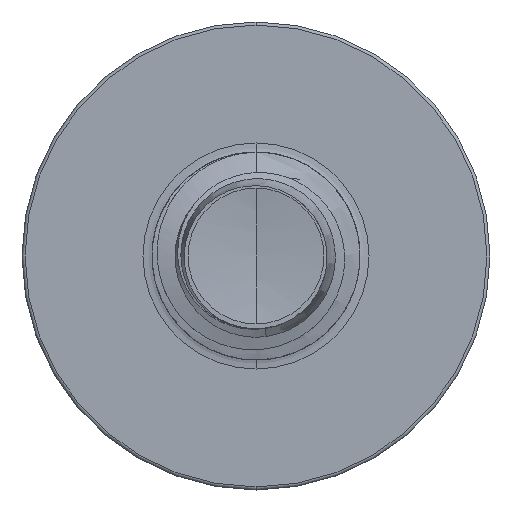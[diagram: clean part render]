
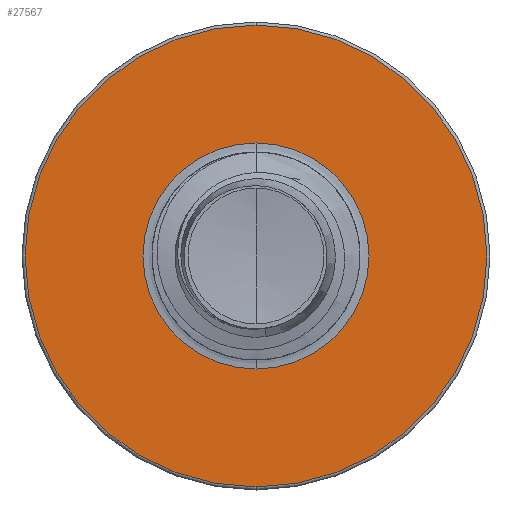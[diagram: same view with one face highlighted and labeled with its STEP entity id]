
A CAD part, front view. The second image highlights one B-rep face of the part: STEP entity #27567.
In plain terms, the highlighted planar face has unit normal (0, -1, 0).
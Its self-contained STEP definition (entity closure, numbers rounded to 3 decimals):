
#750 = CIRCLE ( 'NONE', #21755, 4.44 ) ;
#1021 = DIRECTION ( 'NONE',  ( 0., 1., 0. ) ) ;
#1717 = VERTEX_POINT ( 'NONE', #32753 ) ;
#4227 = CIRCLE ( 'NONE', #35803, 4.44 ) ;
#4604 = EDGE_CURVE ( 'NONE', #1717, #9480, #6127, .T. ) ;
#4722 = AXIS2_PLACEMENT_3D ( 'NONE', #17680, #1021, #20496 ) ;
#5679 = ORIENTED_EDGE ( 'NONE', *, *, #4604, .T. ) ;
#6127 = CIRCLE ( 'NONE', #22155, 2.174 ) ;
#6391 = CARTESIAN_POINT ( 'NONE',  ( 0., 14., 0. ) ) ;
#6847 = EDGE_LOOP ( 'NONE', ( #5679, #23864 ) ) ;
#6951 = CARTESIAN_POINT ( 'NONE',  ( 0., 14., 0. ) ) ;
#8531 = CARTESIAN_POINT ( 'NONE',  ( 0., 14., 4.44 ) ) ;
#9190 = DIRECTION ( 'NONE',  ( 0., 0., 1. ) ) ;
#9480 = VERTEX_POINT ( 'NONE', #27566 ) ;
#9736 = DIRECTION ( 'NONE',  ( 0., 0., 1. ) ) ;
#11674 = FACE_OUTER_BOUND ( 'NONE', #12085, .T. ) ;
#12085 = EDGE_LOOP ( 'NONE', ( #20834, #14357 ) ) ;
#14357 = ORIENTED_EDGE ( 'NONE', *, *, #32130, .F. ) ;
#15159 = VERTEX_POINT ( 'NONE', #8531 ) ;
#15839 = PLANE ( 'NONE',  #19162 ) ;
#16565 = DIRECTION ( 'NONE',  ( 0., 1., 0. ) ) ;
#17648 = EDGE_CURVE ( 'NONE', #15159, #18259, #750, .T. ) ;
#17680 = CARTESIAN_POINT ( 'NONE',  ( 0., 14., 0. ) ) ;
#18259 = VERTEX_POINT ( 'NONE', #21182 ) ;
#18631 = DIRECTION ( 'NONE',  ( 0., 0., 1. ) ) ;
#19162 = AXIS2_PLACEMENT_3D ( 'NONE', #26571, #35372, #18631 ) ;
#20496 = DIRECTION ( 'NONE',  ( 0., 0., 1. ) ) ;
#20834 = ORIENTED_EDGE ( 'NONE', *, *, #17648, .F. ) ;
#21182 = CARTESIAN_POINT ( 'NONE',  ( 0., 14., -4.44 ) ) ;
#21755 = AXIS2_PLACEMENT_3D ( 'NONE', #33280, #16565, #36087 ) ;
#22155 = AXIS2_PLACEMENT_3D ( 'NONE', #6391, #25847, #9190 ) ;
#23864 = ORIENTED_EDGE ( 'NONE', *, *, #29994, .T. ) ;
#25847 = DIRECTION ( 'NONE',  ( 0., 1., 0. ) ) ;
#26402 = DIRECTION ( 'NONE',  ( 0., 1., 0. ) ) ;
#26462 = FACE_BOUND ( 'NONE', #6847, .T. ) ;
#26571 = CARTESIAN_POINT ( 'NONE',  ( 0., 14., -2.174 ) ) ;
#27566 = CARTESIAN_POINT ( 'NONE',  ( 0., 14., -2.174 ) ) ;
#27567 = ADVANCED_FACE ( 'NONE', ( #11674, #26462 ), #15839, .F. ) ;
#29994 = EDGE_CURVE ( 'NONE', #9480, #1717, #33465, .T. ) ;
#32130 = EDGE_CURVE ( 'NONE', #18259, #15159, #4227, .T. ) ;
#32753 = CARTESIAN_POINT ( 'NONE',  ( 0., 14., 2.174 ) ) ;
#33280 = CARTESIAN_POINT ( 'NONE',  ( 0., 14., 0. ) ) ;
#33465 = CIRCLE ( 'NONE', #4722, 2.174 ) ;
#35372 = DIRECTION ( 'NONE',  ( 0., 1., 0. ) ) ;
#35803 = AXIS2_PLACEMENT_3D ( 'NONE', #6951, #26402, #9736 ) ;
#36087 = DIRECTION ( 'NONE',  ( 0., 0., 1. ) ) ;
